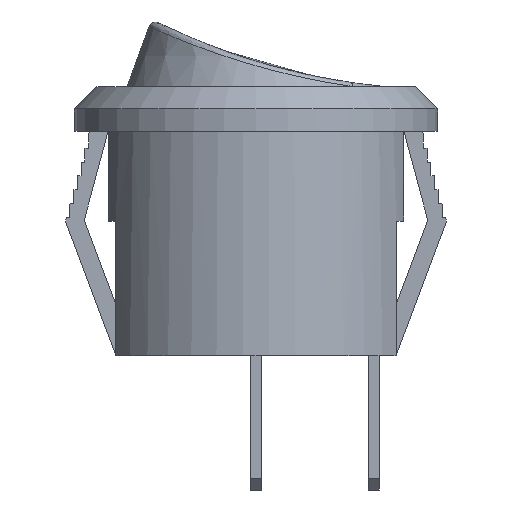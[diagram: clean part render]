
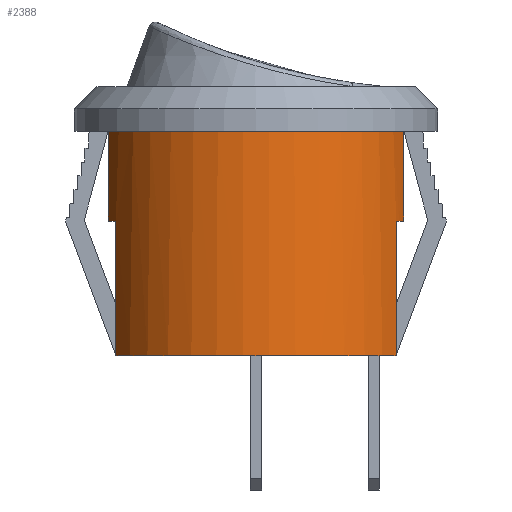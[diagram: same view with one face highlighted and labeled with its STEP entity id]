
A CAD part, left-side view. The second image highlights one B-rep face of the part: STEP entity #2388.
In plain terms, the highlighted cylindrical face has radius 7 mm (diameter 14 mm), a partial arc.
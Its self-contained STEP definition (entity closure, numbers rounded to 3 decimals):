
#182=CYLINDRICAL_SURFACE('',#2540,7.);
#287=LINE('',#3524,#557);
#288=LINE('',#3528,#558);
#289=LINE('',#3532,#559);
#290=LINE('',#3535,#560);
#557=VECTOR('',#2807,1000.);
#558=VECTOR('',#2810,1000.);
#559=VECTOR('',#2813,1000.);
#560=VECTOR('',#2816,1000.);
#755=FACE_OUTER_BOUND('',#884,.T.);
#884=EDGE_LOOP('',(#1785,#1786,#1787,#1788,#1789,#1790,#1791,#1792));
#1014=CIRCLE('',#2541,7.);
#1015=CIRCLE('',#2542,7.);
#1016=CIRCLE('',#2543,7.);
#1017=CIRCLE('',#2544,7.);
#1172=VERTEX_POINT('',#3520);
#1173=VERTEX_POINT('',#3521);
#1174=VERTEX_POINT('',#3523);
#1175=VERTEX_POINT('',#3525);
#1176=VERTEX_POINT('',#3527);
#1177=VERTEX_POINT('',#3529);
#1178=VERTEX_POINT('',#3531);
#1179=VERTEX_POINT('',#3533);
#1418=EDGE_CURVE('',#1172,#1173,#1014,.T.);
#1419=EDGE_CURVE('',#1173,#1174,#287,.T.);
#1420=EDGE_CURVE('',#1175,#1174,#1015,.T.);
#1421=EDGE_CURVE('',#1175,#1176,#288,.T.);
#1422=EDGE_CURVE('',#1177,#1176,#1016,.T.);
#1423=EDGE_CURVE('',#1177,#1178,#289,.T.);
#1424=EDGE_CURVE('',#1179,#1178,#1017,.T.);
#1425=EDGE_CURVE('',#1179,#1172,#290,.T.);
#1785=ORIENTED_EDGE('',*,*,#1418,.T.);
#1786=ORIENTED_EDGE('',*,*,#1419,.T.);
#1787=ORIENTED_EDGE('',*,*,#1420,.F.);
#1788=ORIENTED_EDGE('',*,*,#1421,.T.);
#1789=ORIENTED_EDGE('',*,*,#1422,.F.);
#1790=ORIENTED_EDGE('',*,*,#1423,.T.);
#1791=ORIENTED_EDGE('',*,*,#1424,.F.);
#1792=ORIENTED_EDGE('',*,*,#1425,.T.);
#2388=ADVANCED_FACE('',(#755),#182,.T.);
#2540=AXIS2_PLACEMENT_3D('',#3519,#2803,#2804);
#2541=AXIS2_PLACEMENT_3D('',#3522,#2805,#2806);
#2542=AXIS2_PLACEMENT_3D('',#3526,#2808,#2809);
#2543=AXIS2_PLACEMENT_3D('',#3530,#2811,#2812);
#2544=AXIS2_PLACEMENT_3D('',#3534,#2814,#2815);
#2803=DIRECTION('center_axis',(0.,0.,1.));
#2804=DIRECTION('ref_axis',(-1.,0.,0.));
#2805=DIRECTION('center_axis',(0.,0.,-1.));
#2806=DIRECTION('ref_axis',(-1.,0.,0.));
#2807=DIRECTION('',(0.,0.,-1.));
#2808=DIRECTION('center_axis',(0.,0.,-1.));
#2809=DIRECTION('ref_axis',(-1.,0.,0.));
#2810=DIRECTION('',(0.,0.,-1.));
#2811=DIRECTION('center_axis',(0.,0.,-1.));
#2812=DIRECTION('ref_axis',(-1.,0.,0.));
#2813=DIRECTION('',(0.,0.,1.));
#2814=DIRECTION('center_axis',(0.,0.,-1.));
#2815=DIRECTION('ref_axis',(-1.,0.,0.));
#2816=DIRECTION('',(0.,0.,1.));
#3519=CARTESIAN_POINT('Origin',(0.,0.,-10.));
#3520=CARTESIAN_POINT('',(-2.332,-6.6,0.));
#3521=CARTESIAN_POINT('',(-2.332,6.6,0.));
#3522=CARTESIAN_POINT('Origin',(0.,0.,0.));
#3523=CARTESIAN_POINT('',(-2.332,6.6,-4.));
#3524=CARTESIAN_POINT('',(-2.332,6.6,-10.));
#3525=CARTESIAN_POINT('',(-3.152,6.25,-4.));
#3526=CARTESIAN_POINT('Origin',(0.,0.,-4.));
#3527=CARTESIAN_POINT('',(-3.152,6.25,-10.));
#3528=CARTESIAN_POINT('',(-3.152,6.25,-10.));
#3529=CARTESIAN_POINT('',(-3.152,-6.25,-10.));
#3530=CARTESIAN_POINT('Origin',(0.,0.,-10.));
#3531=CARTESIAN_POINT('',(-3.152,-6.25,-4.));
#3532=CARTESIAN_POINT('',(-3.152,-6.25,-10.));
#3533=CARTESIAN_POINT('',(-2.332,-6.6,-4.));
#3534=CARTESIAN_POINT('Origin',(0.,0.,-4.));
#3535=CARTESIAN_POINT('',(-2.332,-6.6,-10.));
